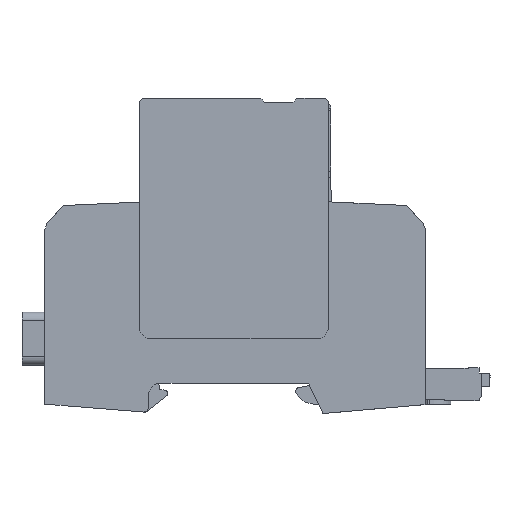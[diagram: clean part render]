
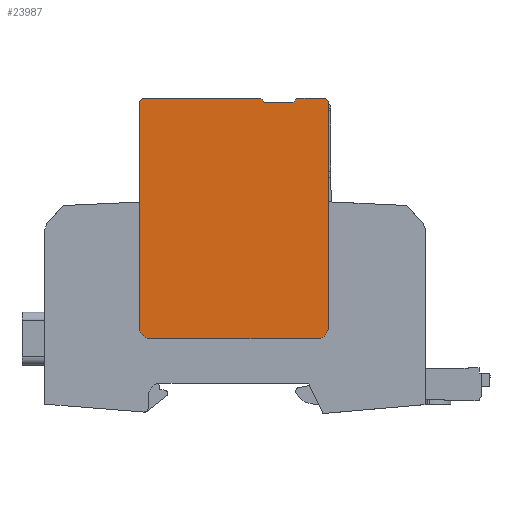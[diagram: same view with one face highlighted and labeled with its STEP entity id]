
A CAD part, left-side view. The second image highlights one B-rep face of the part: STEP entity #23987.
In plain terms, the highlighted planar face has unit normal (-1, 0, 0).
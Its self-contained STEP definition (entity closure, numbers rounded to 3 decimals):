
#23890=AXIS2_PLACEMENT_3D('Plane Axis2P3D',#23887,#23888,#23889) ;
#23705=CARTESIAN_POINT('Vertex',(0.,53.46,73.853)) ;
#23719=CARTESIAN_POINT('Vertex',(0.,54.36,74.753)) ;
#23722=CARTESIAN_POINT('Line Origine',(0.,53.91,74.303)) ;
#23860=CARTESIAN_POINT('Line Origine',(0.,82.885,74.378)) ;
#23864=CARTESIAN_POINT('Vertex',(0.,83.26,74.003)) ;
#23866=CARTESIAN_POINT('Vertex',(0.,82.51,74.753)) ;
#23887=CARTESIAN_POINT('Axis2P3D Location',(0.,82.26,17.703)) ;
#23893=CARTESIAN_POINT('Control Point',(0.,83.26,74.003)) ;
#23894=CARTESIAN_POINT('Control Point',(0.,83.26,63.343)) ;
#23895=CARTESIAN_POINT('Control Point',(0.,83.26,52.683)) ;
#23896=CARTESIAN_POINT('Control Point',(0.,83.26,42.023)) ;
#23897=CARTESIAN_POINT('Control Point',(0.,83.26,31.363)) ;
#23898=CARTESIAN_POINT('Control Point',(0.,83.26,20.703)) ;
#23899=CARTESIAN_POINT('Vertex',(0.,83.26,20.703)) ;
#23903=CARTESIAN_POINT('Control Point',(0.,83.26,20.703)) ;
#23904=CARTESIAN_POINT('Control Point',(0.,83.26,19.76)) ;
#23905=CARTESIAN_POINT('Control Point',(0.,82.891,18.817)) ;
#23906=CARTESIAN_POINT('Control Point',(0.,82.146,18.072)) ;
#23907=CARTESIAN_POINT('Control Point',(0.,81.202,17.703)) ;
#23908=CARTESIAN_POINT('Control Point',(0.,80.26,17.703)) ;
#23909=CARTESIAN_POINT('Vertex',(0.,80.26,17.703)) ;
#23913=CARTESIAN_POINT('Control Point',(0.,80.26,17.703)) ;
#23914=CARTESIAN_POINT('Control Point',(0.,72.46,17.703)) ;
#23915=CARTESIAN_POINT('Control Point',(0.,64.66,17.703)) ;
#23916=CARTESIAN_POINT('Control Point',(0.,56.86,17.703)) ;
#23917=CARTESIAN_POINT('Control Point',(0.,49.06,17.703)) ;
#23918=CARTESIAN_POINT('Control Point',(0.,41.26,17.703)) ;
#23919=CARTESIAN_POINT('Vertex',(0.,41.26,17.703)) ;
#23923=CARTESIAN_POINT('Control Point',(0.,41.26,17.703)) ;
#23924=CARTESIAN_POINT('Control Point',(0.,40.317,17.703)) ;
#23925=CARTESIAN_POINT('Control Point',(0.,39.374,18.072)) ;
#23926=CARTESIAN_POINT('Control Point',(0.,38.629,18.817)) ;
#23927=CARTESIAN_POINT('Control Point',(0.,38.26,19.76)) ;
#23928=CARTESIAN_POINT('Control Point',(0.,38.26,20.703)) ;
#23929=CARTESIAN_POINT('Vertex',(0.,38.26,20.703)) ;
#23933=CARTESIAN_POINT('Control Point',(0.,38.26,20.703)) ;
#23934=CARTESIAN_POINT('Control Point',(0.,38.26,31.363)) ;
#23935=CARTESIAN_POINT('Control Point',(0.,38.26,42.023)) ;
#23936=CARTESIAN_POINT('Control Point',(0.,38.26,52.683)) ;
#23937=CARTESIAN_POINT('Control Point',(0.,38.26,63.343)) ;
#23938=CARTESIAN_POINT('Control Point',(0.,38.26,74.003)) ;
#23939=CARTESIAN_POINT('Vertex',(0.,38.26,74.003)) ;
#23942=CARTESIAN_POINT('Line Origine',(0.,38.635,74.378)) ;
#23946=CARTESIAN_POINT('Vertex',(0.,39.01,74.753)) ;
#23949=CARTESIAN_POINT('Line Origine',(0.,42.435,74.753)) ;
#23953=CARTESIAN_POINT('Vertex',(0.,45.86,74.753)) ;
#23956=CARTESIAN_POINT('Line Origine',(0.,46.31,74.303)) ;
#23960=CARTESIAN_POINT('Vertex',(0.,46.76,73.853)) ;
#23963=CARTESIAN_POINT('Line Origine',(0.,50.11,73.853)) ;
#23968=CARTESIAN_POINT('Line Origine',(0.,68.435,74.753)) ;
#23723=DIRECTION('Vector Direction',(0.,0.707,0.707)) ;
#23861=DIRECTION('Vector Direction',(0.,-0.707,0.707)) ;
#23888=DIRECTION('Axis2P3D Direction',(-1.,0.,0.)) ;
#23889=DIRECTION('Axis2P3D XDirection',(0.,1.,0.)) ;
#23943=DIRECTION('Vector Direction',(0.,-0.707,-0.707)) ;
#23950=DIRECTION('Vector Direction',(0.,1.,0.)) ;
#23957=DIRECTION('Vector Direction',(0.,0.707,-0.707)) ;
#23964=DIRECTION('Vector Direction',(0.,1.,0.)) ;
#23969=DIRECTION('Vector Direction',(0.,1.,0.)) ;
#23724=VECTOR('Line Direction',#23723,1.) ;
#23862=VECTOR('Line Direction',#23861,1.) ;
#23944=VECTOR('Line Direction',#23943,1.) ;
#23951=VECTOR('Line Direction',#23950,1.) ;
#23958=VECTOR('Line Direction',#23957,1.) ;
#23965=VECTOR('Line Direction',#23964,1.) ;
#23970=VECTOR('Line Direction',#23969,1.) ;
#23974=ORIENTED_EDGE('',*,*,#23901,.T.) ;
#23975=ORIENTED_EDGE('',*,*,#23911,.T.) ;
#23976=ORIENTED_EDGE('',*,*,#23921,.T.) ;
#23977=ORIENTED_EDGE('',*,*,#23931,.T.) ;
#23978=ORIENTED_EDGE('',*,*,#23941,.T.) ;
#23979=ORIENTED_EDGE('',*,*,#23948,.F.) ;
#23980=ORIENTED_EDGE('',*,*,#23955,.T.) ;
#23981=ORIENTED_EDGE('',*,*,#23962,.T.) ;
#23982=ORIENTED_EDGE('',*,*,#23967,.T.) ;
#23983=ORIENTED_EDGE('',*,*,#23726,.T.) ;
#23984=ORIENTED_EDGE('',*,*,#23972,.T.) ;
#23985=ORIENTED_EDGE('',*,*,#23868,.F.) ;
#23987=ADVANCED_FACE('ABLEITER_1',(#23986),#23891,.T.) ;
#23892=B_SPLINE_CURVE_WITH_KNOTS('',5,(#23893,#23894,#23895,#23896,#23897,#23898),.UNSPECIFIED.,.F.,.U.,(6,6),(0.65,53.95),.UNSPECIFIED.) ;
#23902=B_SPLINE_CURVE_WITH_KNOTS('',5,(#23903,#23904,#23905,#23906,#23907,#23908),.UNSPECIFIED.,.F.,.U.,(6,6),(0.,4.965),.UNSPECIFIED.) ;
#23912=B_SPLINE_CURVE_WITH_KNOTS('',5,(#23913,#23914,#23915,#23916,#23917,#23918),.UNSPECIFIED.,.F.,.U.,(6,6),(0.,39.),.UNSPECIFIED.) ;
#23922=B_SPLINE_CURVE_WITH_KNOTS('',5,(#23923,#23924,#23925,#23926,#23927,#23928),.UNSPECIFIED.,.F.,.U.,(6,6),(0.,4.965),.UNSPECIFIED.) ;
#23932=B_SPLINE_CURVE_WITH_KNOTS('',5,(#23933,#23934,#23935,#23936,#23937,#23938),.UNSPECIFIED.,.F.,.U.,(6,6),(0.,53.3),.UNSPECIFIED.) ;
#23726=EDGE_CURVE('',#23706,#23720,#23725,.T.) ;
#23868=EDGE_CURVE('',#23865,#23867,#23863,.T.) ;
#23901=EDGE_CURVE('',#23865,#23900,#23892,.T.) ;
#23911=EDGE_CURVE('',#23900,#23910,#23902,.T.) ;
#23921=EDGE_CURVE('',#23910,#23920,#23912,.T.) ;
#23931=EDGE_CURVE('',#23920,#23930,#23922,.T.) ;
#23941=EDGE_CURVE('',#23930,#23940,#23932,.T.) ;
#23948=EDGE_CURVE('',#23947,#23940,#23945,.T.) ;
#23955=EDGE_CURVE('',#23947,#23954,#23952,.T.) ;
#23962=EDGE_CURVE('',#23954,#23961,#23959,.T.) ;
#23967=EDGE_CURVE('',#23961,#23706,#23966,.T.) ;
#23972=EDGE_CURVE('',#23720,#23867,#23971,.T.) ;
#23973=EDGE_LOOP('',(#23974,#23975,#23976,#23977,#23978,#23979,#23980,#23981,#23982,#23983,#23984,#23985)) ;
#23986=FACE_OUTER_BOUND('',#23973,.T.) ;
#23725=LINE('Line',#23722,#23724) ;
#23863=LINE('Line',#23860,#23862) ;
#23945=LINE('Line',#23942,#23944) ;
#23952=LINE('Line',#23949,#23951) ;
#23959=LINE('Line',#23956,#23958) ;
#23966=LINE('Line',#23963,#23965) ;
#23971=LINE('Line',#23968,#23970) ;
#23891=PLANE('',#23890) ;
#23706=VERTEX_POINT('',#23705) ;
#23720=VERTEX_POINT('',#23719) ;
#23865=VERTEX_POINT('',#23864) ;
#23867=VERTEX_POINT('',#23866) ;
#23900=VERTEX_POINT('',#23899) ;
#23910=VERTEX_POINT('',#23909) ;
#23920=VERTEX_POINT('',#23919) ;
#23930=VERTEX_POINT('',#23929) ;
#23940=VERTEX_POINT('',#23939) ;
#23947=VERTEX_POINT('',#23946) ;
#23954=VERTEX_POINT('',#23953) ;
#23961=VERTEX_POINT('',#23960) ;
